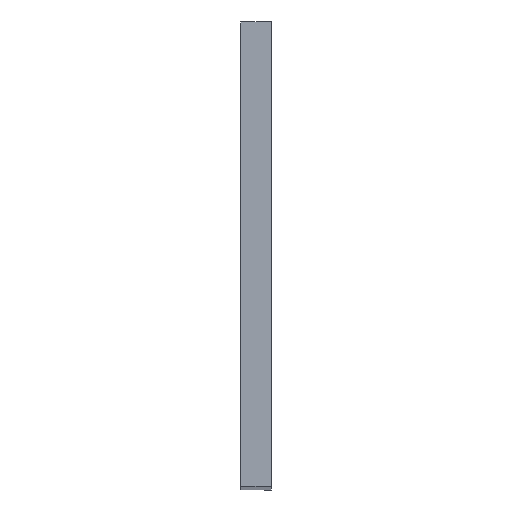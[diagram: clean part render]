
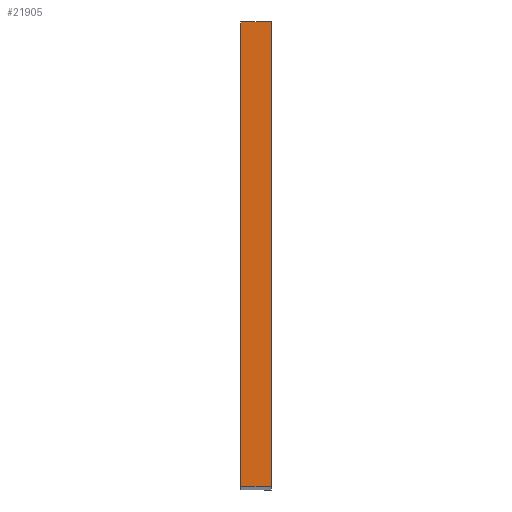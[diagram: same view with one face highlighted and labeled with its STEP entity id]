
A CAD part, top view. The second image highlights one B-rep face of the part: STEP entity #21905.
In plain terms, the highlighted planar face has unit normal (0, 0, 1).
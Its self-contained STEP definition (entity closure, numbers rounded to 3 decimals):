
#1551 = VECTOR ( 'NONE', #21490, 1000. ) ;
#2022 = EDGE_CURVE ( 'NONE', #8149, #21875, #20274, .T. ) ;
#2133 = DIRECTION ( 'NONE',  ( 0., 0., 1. ) ) ;
#2202 = CARTESIAN_POINT ( 'NONE',  ( 0., 0., 108. ) ) ;
#3222 = EDGE_CURVE ( 'NONE', #8565, #18744, #8994, .T. ) ;
#3865 = FACE_OUTER_BOUND ( 'NONE', #13413, .T. ) ;
#4759 = ORIENTED_EDGE ( 'NONE', *, *, #14974, .T. ) ;
#5553 = LINE ( 'NONE', #9274, #18279 ) ;
#5658 = ORIENTED_EDGE ( 'NONE', *, *, #2022, .T. ) ;
#6633 = ORIENTED_EDGE ( 'NONE', *, *, #3222, .F. ) ;
#7305 = CARTESIAN_POINT ( 'NONE',  ( 19.5, 22.5, 108. ) ) ;
#7381 = LINE ( 'NONE', #16205, #1551 ) ;
#7834 = ORIENTED_EDGE ( 'NONE', *, *, #8155, .T. ) ;
#8149 = VERTEX_POINT ( 'NONE', #16645 ) ;
#8155 = EDGE_CURVE ( 'NONE', #21875, #18744, #5553, .T. ) ;
#8565 = VERTEX_POINT ( 'NONE', #19032 ) ;
#8684 = VECTOR ( 'NONE', #21289, 1000. ) ;
#8994 = LINE ( 'NONE', #7305, #8684 ) ;
#9274 = CARTESIAN_POINT ( 'NONE',  ( 22.5, -22.5, 108. ) ) ;
#11389 = AXIS2_PLACEMENT_3D ( 'NONE', #2202, #2133, #18117 ) ;
#13413 = EDGE_LOOP ( 'NONE', ( #4759, #5658, #7834, #6633 ) ) ;
#14560 = CARTESIAN_POINT ( 'NONE',  ( 22.5, -22.5, 108. ) ) ;
#14707 = CARTESIAN_POINT ( 'NONE',  ( 22.5, 22.5, 108. ) ) ;
#14717 = PLANE ( 'NONE',  #11389 ) ;
#14974 = EDGE_CURVE ( 'NONE', #8565, #8149, #7381, .T. ) ;
#16205 = CARTESIAN_POINT ( 'NONE',  ( 19.5, 16.5, 108. ) ) ;
#16645 = CARTESIAN_POINT ( 'NONE',  ( 19.5, -22.5, 108. ) ) ;
#18117 = DIRECTION ( 'NONE',  ( 1., 0., 0. ) ) ;
#18279 = VECTOR ( 'NONE', #20101, 1000. ) ;
#18485 = CARTESIAN_POINT ( 'NONE',  ( 19.5, -22.5, 108. ) ) ;
#18744 = VERTEX_POINT ( 'NONE', #14707 ) ;
#19032 = CARTESIAN_POINT ( 'NONE',  ( 19.5, 22.5, 108. ) ) ;
#20101 = DIRECTION ( 'NONE',  ( 0., 1., 0. ) ) ;
#20274 = LINE ( 'NONE', #18485, #21929 ) ;
#21289 = DIRECTION ( 'NONE',  ( 1., 0., 0. ) ) ;
#21490 = DIRECTION ( 'NONE',  ( 0., -1., 0. ) ) ;
#21875 = VERTEX_POINT ( 'NONE', #14560 ) ;
#21899 = DIRECTION ( 'NONE',  ( 1., 0., 0. ) ) ;
#21905 = ADVANCED_FACE ( 'NONE', ( #3865 ), #14717, .T. ) ;
#21929 = VECTOR ( 'NONE', #21899, 1000. ) ;
